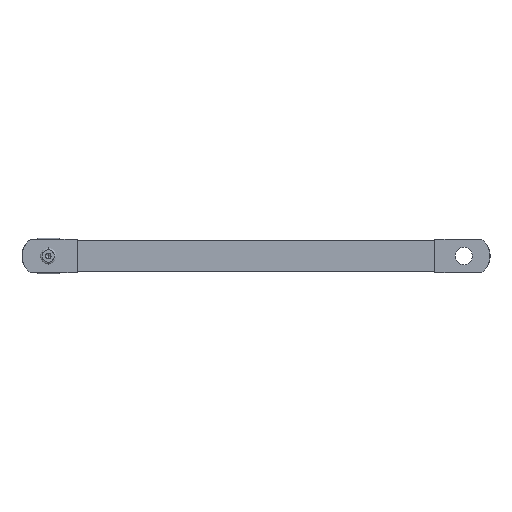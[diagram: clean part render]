
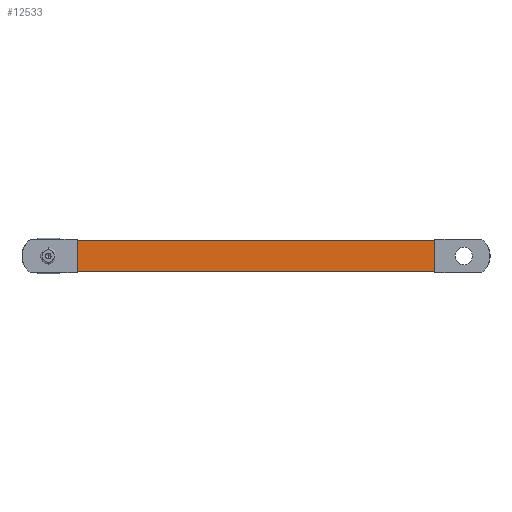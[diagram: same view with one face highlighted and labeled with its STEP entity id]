
A CAD part, front view. The second image highlights one B-rep face of the part: STEP entity #12533.
In plain terms, the highlighted planar face has unit normal (0, -1, 0).
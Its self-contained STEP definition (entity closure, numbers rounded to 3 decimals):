
#470 = AXIS2_PLACEMENT_3D ( 'NONE', #12836, #946, #7950 ) ;
#523 = EDGE_CURVE ( 'NONE', #10733, #566, #7214, .T. ) ;
#566 = VERTEX_POINT ( 'NONE', #12810 ) ;
#624 = EDGE_CURVE ( 'NONE', #4652, #10733, #4830, .T. ) ;
#946 = DIRECTION ( 'NONE',  ( 0., -1., 0. ) ) ;
#1343 = EDGE_CURVE ( 'NONE', #566, #5254, #6817, .T. ) ;
#1883 = CARTESIAN_POINT ( 'NONE',  ( -64.5, -0.7, 5.6 ) ) ;
#2550 = VECTOR ( 'NONE', #12873, 1000. ) ;
#4401 = DIRECTION ( 'NONE',  ( 1., 0., 0. ) ) ;
#4652 = VERTEX_POINT ( 'NONE', #10332 ) ;
#4830 = LINE ( 'NONE', #8849, #2550 ) ;
#5254 = VERTEX_POINT ( 'NONE', #1883 ) ;
#5296 = DIRECTION ( 'NONE',  ( -1., 0., 0. ) ) ;
#5402 = LINE ( 'NONE', #10349, #8756 ) ;
#6817 = LINE ( 'NONE', #11771, #12363 ) ;
#7214 = LINE ( 'NONE', #11238, #9849 ) ;
#7690 = CARTESIAN_POINT ( 'NONE',  ( 64.5, -0.7, -5.6 ) ) ;
#7950 = DIRECTION ( 'NONE',  ( 0., 0., -1. ) ) ;
#8726 = FACE_OUTER_BOUND ( 'NONE', #12113, .T. ) ;
#8756 = VECTOR ( 'NONE', #4401, 1000. ) ;
#8849 = CARTESIAN_POINT ( 'NONE',  ( 64.5, -0.7, -5.6 ) ) ;
#9126 = ORIENTED_EDGE ( 'NONE', *, *, #9879, .F. ) ;
#9849 = VECTOR ( 'NONE', #5296, 1000. ) ;
#9879 = EDGE_CURVE ( 'NONE', #5254, #4652, #5402, .T. ) ;
#10332 = CARTESIAN_POINT ( 'NONE',  ( 64.5, -0.7, 5.6 ) ) ;
#10349 = CARTESIAN_POINT ( 'NONE',  ( 64.5, -0.7, 5.6 ) ) ;
#10733 = VERTEX_POINT ( 'NONE', #7690 ) ;
#10799 = ORIENTED_EDGE ( 'NONE', *, *, #1343, .F. ) ;
#10922 = DIRECTION ( 'NONE',  ( 0., 0., 1. ) ) ;
#11238 = CARTESIAN_POINT ( 'NONE',  ( -64.5, -0.7, -5.6 ) ) ;
#11455 = ORIENTED_EDGE ( 'NONE', *, *, #624, .F. ) ;
#11771 = CARTESIAN_POINT ( 'NONE',  ( -64.5, -0.7, 5.6 ) ) ;
#12113 = EDGE_LOOP ( 'NONE', ( #9126, #10799, #12918, #11455 ) ) ;
#12363 = VECTOR ( 'NONE', #10922, 1000. ) ;
#12533 = ADVANCED_FACE ( 'NONE', ( #8726 ), #12766, .T. ) ;
#12766 = PLANE ( 'NONE',  #470 ) ;
#12810 = CARTESIAN_POINT ( 'NONE',  ( -64.5, -0.7, -5.6 ) ) ;
#12836 = CARTESIAN_POINT ( 'NONE',  ( 0., -0.7, 0. ) ) ;
#12873 = DIRECTION ( 'NONE',  ( 0., 0., -1. ) ) ;
#12918 = ORIENTED_EDGE ( 'NONE', *, *, #523, .F. ) ;
